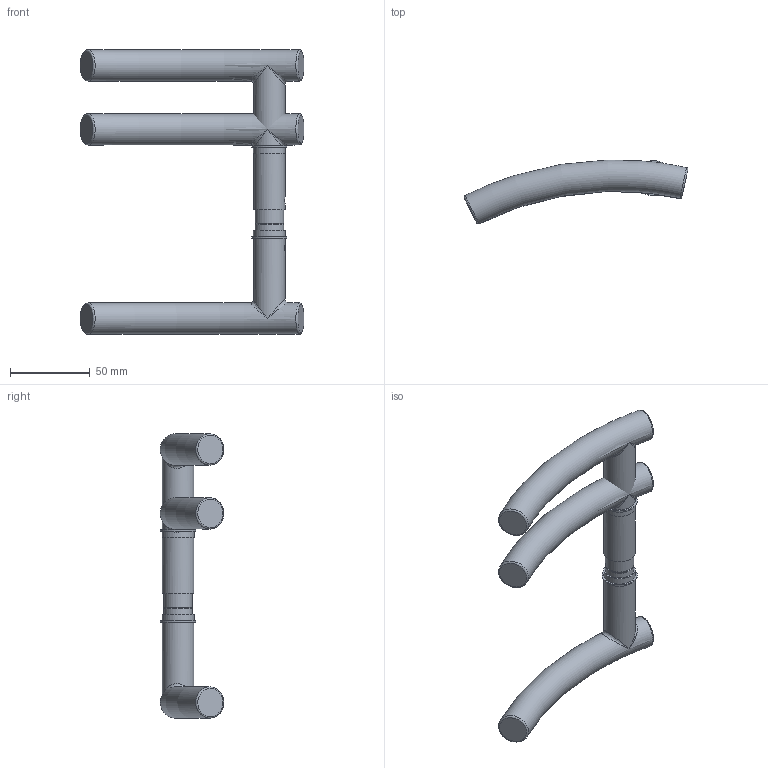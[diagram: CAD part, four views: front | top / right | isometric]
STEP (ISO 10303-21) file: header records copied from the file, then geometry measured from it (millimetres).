
FILE_DESCRIPTION (( 'STEP AP203' ), '1' );
FILE_NAME ('56651-240.STEP', '2023-11-10T08:47:44', ( '' ), ( '' ), 'SwSTEP 2.0', 'SolidWorks 2018', '' );
FILE_SCHEMA (( 'CONFIG_CONTROL_DESIGN' ));
Length unit declared in the file: millimetre
Products named in the file (6): 56651-240 Teil2_56651-240 Teil2; 56651-240 Teil1_56651-240 Teil1; 56651-240 Teil3_56651-240 Teil3; 56651-240 Teil4_56651-240 Teil4; 56651-240; DIN914_DIN 914 M6x6
Assembly tree (7 placements, depth 2):
  56651-240
    56651-240 Teil1_56651-240 Teil1
    56651-240 Teil2_56651-240 Teil2
    56651-240 Teil4_56651-240 Teil4
    56651-240 Teil3_56651-240 Teil3  x2
    DIN914_DIN 914 M6x6  x2
Bounding box: 140.12 x 39.77 x 177.99 mm (x, y, z)
Volume: 52004.1 mm3; surface area: 79671.2 mm2
Topology: 11 solids, 11 shells, 396 faces, 1018 edges, 661 vertices
Faces by surface type: plane 187, bspline 109, cylinder 65, cone 24, torus 11
Full cylindrical faces by diameter (mm): 5 x6, 6 x2, 17.7 x3, 17.8 x6, 18 x2, 19.6 x3, 20 x2, 22 x2
Entity records: 21581 total; most frequent: CARTESIAN_POINT 12775, ORIENTED_EDGE 1828, DIRECTION 1314, EDGE_CURVE 914, VERTEX_POINT 628, EDGE_LOOP 472, AXIS2_PLACEMENT_3D 450, FACE_OUTER_BOUND 415
